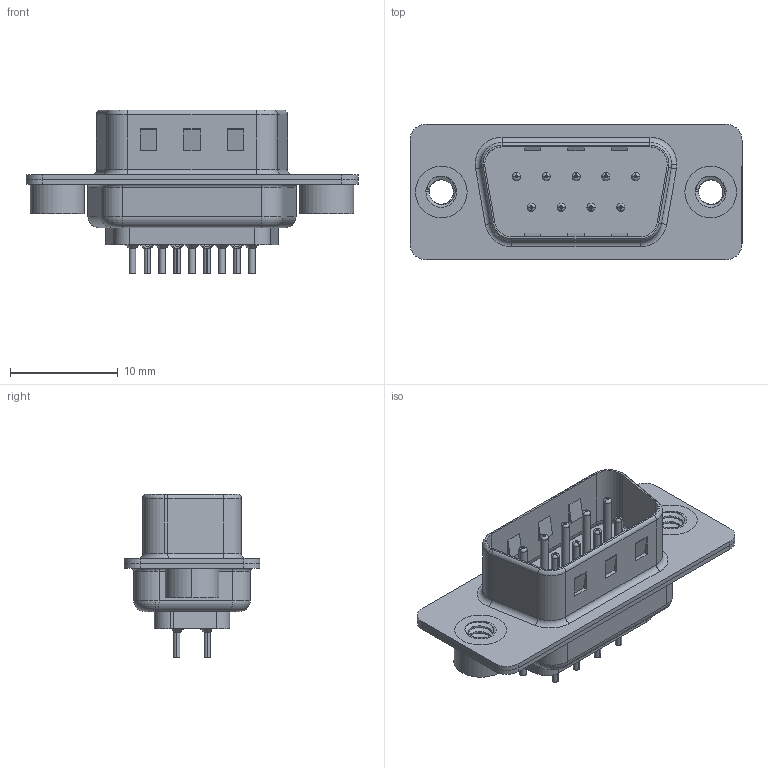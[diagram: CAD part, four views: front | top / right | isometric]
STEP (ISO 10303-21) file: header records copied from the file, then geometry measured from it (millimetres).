
FILE_DESCRIPTION (( 'STEP AP203' ), '1' );
FILE_NAME ('627-009-220-542.STEP', '2018-10-03T14:12:23', ( '' ), ( '' ), 'SwSTEP 2.0', 'SolidWorks 2016', '' );
FILE_SCHEMA (( 'CONFIG_CONTROL_DESIGN' ));
Length unit declared in the file: millimetre
Products named in the file (7): 627 Housing_09 LP; 627 Shell Front_09 Contacts; 627 Shell Rear_09 Contacts; 627 Contact Row 1_20L; 627 Contact Row 2_20L; 627 4-40 Threaded Rivet; 627-009-220-542
Assembly tree (14 placements, depth 2):
  627-009-220-542
    627 Housing_09 LP
    627 Shell Front_09 Contacts
    627 Shell Rear_09 Contacts
    627 Contact Row 1_20L  x5
    627 Contact Row 2_20L  x4
    627 4-40 Threaded Rivet  x2
Bounding box: 30.8 x 12.6 x 15.2 mm (x, y, z)
Volume: 1309.8 mm3; surface area: 3886.2 mm2
Topology: 14 solids, 14 shells, 1186 faces, 3072 edges, 1907 vertices
Faces by surface type: cylinder 462, plane 323, torus 299, cone 96, bspline 6
Entity records: 18634 total; most frequent: CARTESIAN_POINT 4780, DIRECTION 2897, ORIENTED_EDGE 2618, EDGE_CURVE 1309, AXIS2_PLACEMENT_3D 1164, VERTEX_POINT 825, CIRCLE 627, EDGE_LOOP 594
